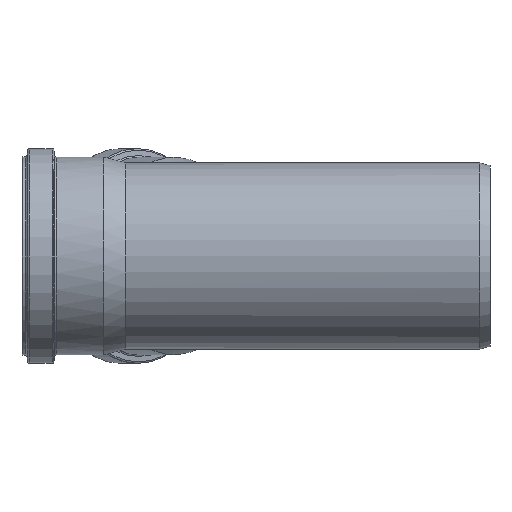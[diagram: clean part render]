
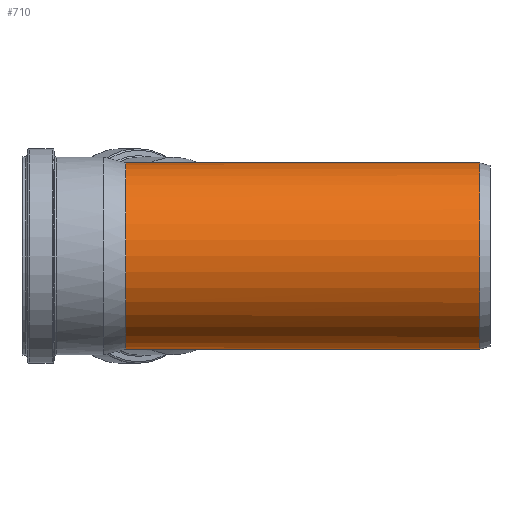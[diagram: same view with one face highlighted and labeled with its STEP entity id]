
A CAD part, left-side view. The second image highlights one B-rep face of the part: STEP entity #710.
In plain terms, the highlighted cylindrical face has radius 55.1 mm (diameter 110.2 mm), a full revolution.
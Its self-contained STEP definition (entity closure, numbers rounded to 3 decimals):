
#54=FACE_BOUND('',#260,.T.);
#109=CIRCLE('',#776,55.1);
#110=CIRCLE('',#780,55.1);
#163=CYLINDRICAL_SURFACE('',#777,55.1);
#182=ELLIPSE('',#770,148.456,55.1);
#184=ELLIPSE('',#778,148.456,55.1);
#185=ELLIPSE('',#779,59.962,55.1);
#196=FACE_OUTER_BOUND('',#259,.T.);
#259=EDGE_LOOP('',(#568,#569,#570,#571,#572,#573));
#260=EDGE_LOOP('',(#574));
#374=B_SPLINE_CURVE_WITH_KNOTS('',3,(#1227,#1228,#1229,#1230,#1231,#1232,
#1233,#1234,#1235,#1236),.UNSPECIFIED.,.F.,.F.,(4,3,3,4),(1.453,
1.468,1.486,1.504),.UNSPECIFIED.);
#377=B_SPLINE_CURVE_WITH_KNOTS('',3,(#1369,#1370,#1371,#1372,#1373,#1374,
#1375),.UNSPECIFIED.,.F.,.F.,(4,3,4),(0.,0.02,0.032),
 .UNSPECIFIED.);
#390=VERTEX_POINT('',#1221);
#391=VERTEX_POINT('',#1226);
#394=VERTEX_POINT('',#1367);
#395=VERTEX_POINT('',#1368);
#400=VERTEX_POINT('',#1482);
#402=VERTEX_POINT('',#1492);
#403=VERTEX_POINT('',#1495);
#461=EDGE_CURVE('',#391,#390,#374,.T.);
#466=EDGE_CURVE('',#394,#395,#377,.T.);
#473=EDGE_CURVE('',#391,#400,#182,.T.);
#477=EDGE_CURVE('',#390,#394,#109,.T.);
#478=EDGE_CURVE('',#402,#395,#184,.T.);
#479=EDGE_CURVE('',#400,#402,#185,.T.);
#480=EDGE_CURVE('',#403,#403,#110,.T.);
#568=ORIENTED_EDGE('',*,*,#461,.T.);
#569=ORIENTED_EDGE('',*,*,#477,.T.);
#570=ORIENTED_EDGE('',*,*,#466,.T.);
#571=ORIENTED_EDGE('',*,*,#478,.F.);
#572=ORIENTED_EDGE('',*,*,#479,.F.);
#573=ORIENTED_EDGE('',*,*,#473,.F.);
#574=ORIENTED_EDGE('',*,*,#480,.F.);
#710=ADVANCED_FACE('',(#196,#54),#163,.T.);
#770=AXIS2_PLACEMENT_3D('',#1483,#895,#896);
#776=AXIS2_PLACEMENT_3D('',#1490,#907,#908);
#777=AXIS2_PLACEMENT_3D('',#1491,#909,#910);
#778=AXIS2_PLACEMENT_3D('',#1493,#911,#912);
#779=AXIS2_PLACEMENT_3D('',#1494,#913,#914);
#780=AXIS2_PLACEMENT_3D('',#1496,#915,#916);
#895=DIRECTION('center_axis',(0.929,-0.371,0.));
#896=DIRECTION('ref_axis',(0.371,0.929,0.));
#907=DIRECTION('center_axis',(0.,-1.,0.));
#908=DIRECTION('ref_axis',(1.,0.,0.));
#909=DIRECTION('center_axis',(0.,-1.,0.));
#910=DIRECTION('ref_axis',(1.,0.,0.));
#911=DIRECTION('center_axis',(0.929,-0.371,0.));
#912=DIRECTION('ref_axis',(0.371,0.929,0.));
#913=DIRECTION('center_axis',(0.394,0.919,0.));
#914=DIRECTION('ref_axis',(0.919,-0.394,0.));
#915=DIRECTION('center_axis',(0.,-1.,0.));
#916=DIRECTION('ref_axis',(1.,0.,0.));
#1221=CARTESIAN_POINT('',(51.2,0.,20.361));
#1226=CARTESIAN_POINT('',(51.308,-0.094,20.088));
#1227=CARTESIAN_POINT('Ctrl Pts',(51.308,-0.094,
20.088));
#1228=CARTESIAN_POINT('Ctrl Pts',(51.299,-0.076,20.111));
#1229=CARTESIAN_POINT('Ctrl Pts',(51.29,-0.06,
20.135));
#1230=CARTESIAN_POINT('Ctrl Pts',(51.279,-0.047,
20.162));
#1231=CARTESIAN_POINT('Ctrl Pts',(51.267,-0.031,20.192));
#1232=CARTESIAN_POINT('Ctrl Pts',(51.254,-0.019,
20.224));
#1233=CARTESIAN_POINT('Ctrl Pts',(51.241,-0.012,
20.257));
#1234=CARTESIAN_POINT('Ctrl Pts',(51.228,-0.004,
20.291));
#1235=CARTESIAN_POINT('Ctrl Pts',(51.214,0.,
20.326));
#1236=CARTESIAN_POINT('Ctrl Pts',(51.2,0.,
20.361));
#1367=CARTESIAN_POINT('',(51.2,0.,-20.361));
#1368=CARTESIAN_POINT('',(51.308,-0.094,-20.088));
#1369=CARTESIAN_POINT('Ctrl Pts',(51.2,0.,
-20.361));
#1370=CARTESIAN_POINT('Ctrl Pts',(51.225,0.,
-20.299));
#1371=CARTESIAN_POINT('Ctrl Pts',(51.249,-0.011,
-20.239));
#1372=CARTESIAN_POINT('Ctrl Pts',(51.272,-0.037,-20.181));
#1373=CARTESIAN_POINT('Ctrl Pts',(51.285,-0.052,
-20.148));
#1374=CARTESIAN_POINT('Ctrl Pts',(51.297,-0.071,-20.116));
#1375=CARTESIAN_POINT('Ctrl Pts',(51.308,-0.094,
-20.088));
#1482=CARTESIAN_POINT('',(0.,-128.459,55.1));
#1483=CARTESIAN_POINT('Origin',(0.,-128.459,0.));
#1490=CARTESIAN_POINT('Origin',(0.,0.,0.));
#1491=CARTESIAN_POINT('Origin',(0.,-104.826,0.));
#1492=CARTESIAN_POINT('',(0.,-128.459,-55.1));
#1493=CARTESIAN_POINT('Origin',(0.,-128.459,0.));
#1494=CARTESIAN_POINT('Origin',(0.,-128.459,0.));
#1495=CARTESIAN_POINT('',(55.1,-209.651,0.));
#1496=CARTESIAN_POINT('Origin',(0.,-209.651,0.));
